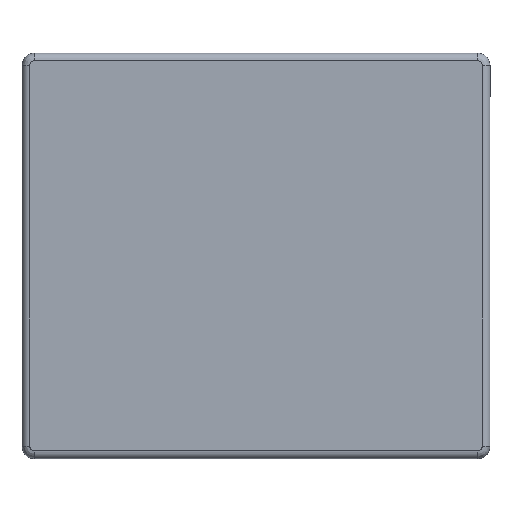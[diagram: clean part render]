
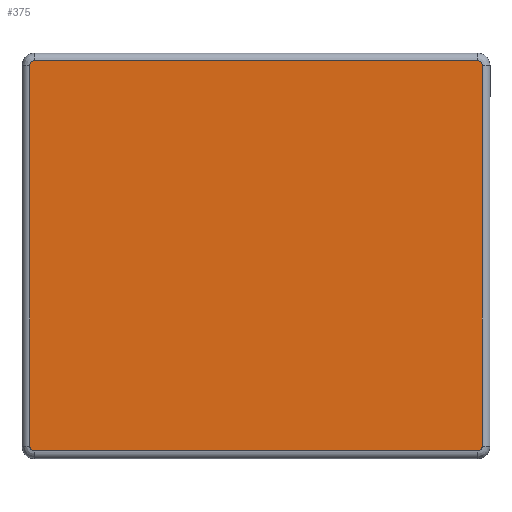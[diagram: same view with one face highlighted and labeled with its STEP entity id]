
A CAD part, top view. The second image highlights one B-rep face of the part: STEP entity #375.
In plain terms, the highlighted planar face has unit normal (0, 0, 1).
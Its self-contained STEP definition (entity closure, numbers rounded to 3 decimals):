
#17=PLANE('',#439);
#22=LINE('',#613,#46);
#26=LINE('',#667,#50);
#28=LINE('',#670,#52);
#42=LINE('',#698,#66);
#46=VECTOR('',#472,10.);
#50=VECTOR('',#512,10.);
#52=VECTOR('',#516,10.);
#66=VECTOR('',#552,10.);
#107=FACE_OUTER_BOUND('',#133,.T.);
#133=EDGE_LOOP('',(#329,#330,#331,#332,#333,#334,#335,#336));
#137=CIRCLE('',#393,0.015);
#146=CIRCLE('',#403,0.015);
#150=CIRCLE('',#408,0.015);
#160=CIRCLE('',#421,0.015);
#165=VERTEX_POINT('',#579);
#166=VERTEX_POINT('',#580);
#174=VERTEX_POINT('',#606);
#175=VERTEX_POINT('',#608);
#178=VERTEX_POINT('',#626);
#179=VERTEX_POINT('',#628);
#188=VERTEX_POINT('',#660);
#189=VERTEX_POINT('',#662);
#193=EDGE_CURVE('',#165,#166,#137,.T.);
#202=EDGE_CURVE('',#174,#175,#146,.T.);
#205=EDGE_CURVE('',#166,#174,#22,.T.);
#208=EDGE_CURVE('',#178,#179,#150,.T.);
#220=EDGE_CURVE('',#188,#189,#160,.T.);
#223=EDGE_CURVE('',#175,#188,#26,.T.);
#225=EDGE_CURVE('',#189,#178,#28,.T.);
#242=EDGE_CURVE('',#179,#165,#42,.T.);
#329=ORIENTED_EDGE('',*,*,#220,.F.);
#330=ORIENTED_EDGE('',*,*,#223,.F.);
#331=ORIENTED_EDGE('',*,*,#202,.F.);
#332=ORIENTED_EDGE('',*,*,#205,.F.);
#333=ORIENTED_EDGE('',*,*,#193,.F.);
#334=ORIENTED_EDGE('',*,*,#242,.F.);
#335=ORIENTED_EDGE('',*,*,#208,.F.);
#336=ORIENTED_EDGE('',*,*,#225,.F.);
#375=ADVANCED_FACE('',(#107),#17,.T.);
#393=AXIS2_PLACEMENT_3D('',#581,#445,#446);
#403=AXIS2_PLACEMENT_3D('',#609,#465,#466);
#408=AXIS2_PLACEMENT_3D('',#629,#477,#478);
#421=AXIS2_PLACEMENT_3D('',#663,#505,#506);
#439=AXIS2_PLACEMENT_3D('',#704,#561,#562);
#445=DIRECTION('center_axis',(0.,0.,-1.));
#446=DIRECTION('ref_axis',(0.707,-0.707,0.));
#465=DIRECTION('center_axis',(0.,0.,-1.));
#466=DIRECTION('ref_axis',(-0.707,-0.707,0.));
#472=DIRECTION('',(-1.,0.,0.));
#477=DIRECTION('center_axis',(0.,0.,-1.));
#478=DIRECTION('ref_axis',(0.707,0.707,0.));
#505=DIRECTION('center_axis',(0.,0.,-1.));
#506=DIRECTION('ref_axis',(-0.707,0.707,0.));
#512=DIRECTION('',(0.,1.,0.));
#516=DIRECTION('',(1.,0.,0.));
#552=DIRECTION('',(0.,-1.,0.));
#561=DIRECTION('center_axis',(0.,0.,1.));
#562=DIRECTION('ref_axis',(1.,0.,0.));
#579=CARTESIAN_POINT('',(0.725,-0.61,0.6));
#580=CARTESIAN_POINT('',(0.71,-0.625,0.6));
#581=CARTESIAN_POINT('Origin',(0.71,-0.61,0.6));
#606=CARTESIAN_POINT('',(-0.71,-0.625,0.6));
#608=CARTESIAN_POINT('',(-0.725,-0.61,0.6));
#609=CARTESIAN_POINT('Origin',(-0.71,-0.61,0.6));
#613=CARTESIAN_POINT('',(-0.375,-0.625,0.6));
#626=CARTESIAN_POINT('',(0.71,0.625,0.6));
#628=CARTESIAN_POINT('',(0.725,0.61,0.6));
#629=CARTESIAN_POINT('Origin',(0.71,0.61,0.6));
#660=CARTESIAN_POINT('',(-0.725,0.61,0.6));
#662=CARTESIAN_POINT('',(-0.71,0.625,0.6));
#663=CARTESIAN_POINT('Origin',(-0.71,0.61,0.6));
#667=CARTESIAN_POINT('',(-0.725,0.325,0.6));
#670=CARTESIAN_POINT('',(0.375,0.625,0.6));
#698=CARTESIAN_POINT('',(0.725,-0.325,0.6));
#704=CARTESIAN_POINT('Origin',(0.,0.,
0.6));
